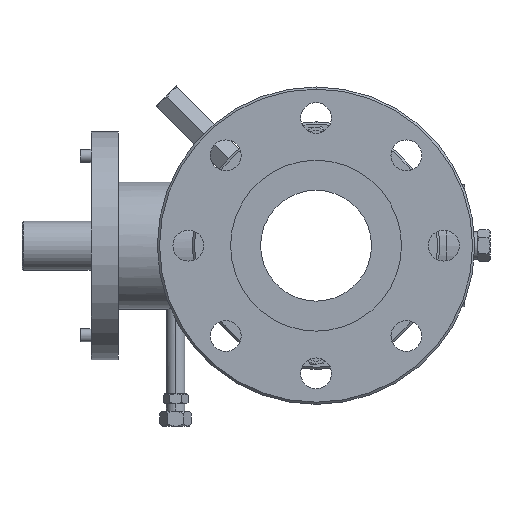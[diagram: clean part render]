
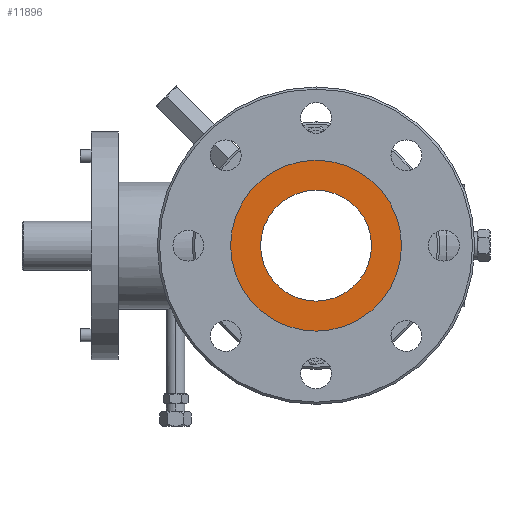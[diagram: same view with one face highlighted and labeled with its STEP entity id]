
A CAD part, left-side view. The second image highlights one B-rep face of the part: STEP entity #11896.
In plain terms, the highlighted planar face has unit normal (-1, 0, 0).
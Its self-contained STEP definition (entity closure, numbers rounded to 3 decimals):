
#948 = ORIENTED_EDGE ( 'NONE', *, *, #24146, .F. ) ;
#1242 = FACE_OUTER_BOUND ( 'NONE', #15645, .T. ) ;
#1404 = VERTEX_POINT ( 'NONE', #3341 ) ;
#1642 = CIRCLE ( 'NONE', #12782, 51. ) ;
#2540 = VERTEX_POINT ( 'NONE', #20909 ) ;
#2546 = AXIS2_PLACEMENT_3D ( 'NONE', #9443, #7417, #17329 ) ;
#3341 = CARTESIAN_POINT ( 'NONE',  ( -237.5, 0., -78.6 ) ) ;
#3522 = DIRECTION ( 'NONE',  ( 1., 0., 0. ) ) ;
#4053 = ORIENTED_EDGE ( 'NONE', *, *, #26067, .T. ) ;
#4368 = EDGE_LOOP ( 'NONE', ( #7716, #4053 ) ) ;
#6431 = DIRECTION ( 'NONE',  ( 0., 0., -1. ) ) ;
#6718 = ORIENTED_EDGE ( 'NONE', *, *, #10676, .F. ) ;
#6869 = DIRECTION ( 'NONE',  ( 0., 0., -1. ) ) ;
#7322 = AXIS2_PLACEMENT_3D ( 'NONE', #18795, #21088, #6869 ) ;
#7415 = CIRCLE ( 'NONE', #8705, 51. ) ;
#7417 = DIRECTION ( 'NONE',  ( -1., 0., 0. ) ) ;
#7716 = ORIENTED_EDGE ( 'NONE', *, *, #14072, .T. ) ;
#8705 = AXIS2_PLACEMENT_3D ( 'NONE', #14457, #24887, #6431 ) ;
#9443 = CARTESIAN_POINT ( 'NONE',  ( -237.5, 0., 0. ) ) ;
#9933 = CARTESIAN_POINT ( 'NONE',  ( -237.5, 0., 78.6 ) ) ;
#10676 = EDGE_CURVE ( 'NONE', #1404, #14660, #12661, .T. ) ;
#11896 = ADVANCED_FACE ( 'NONE', ( #1242, #19874 ), #17853, .T. ) ;
#12661 = CIRCLE ( 'NONE', #25929, 78.6 ) ;
#12782 = AXIS2_PLACEMENT_3D ( 'NONE', #26033, #3522, #24002 ) ;
#13164 = VERTEX_POINT ( 'NONE', #26297 ) ;
#14072 = EDGE_CURVE ( 'NONE', #2540, #13164, #1642, .T. ) ;
#14457 = CARTESIAN_POINT ( 'NONE',  ( -237.5, 0., 0. ) ) ;
#14660 = VERTEX_POINT ( 'NONE', #9933 ) ;
#15645 = EDGE_LOOP ( 'NONE', ( #948, #6718 ) ) ;
#17329 = DIRECTION ( 'NONE',  ( 0., 0., -1. ) ) ;
#17853 = PLANE ( 'NONE',  #2546 ) ;
#18795 = CARTESIAN_POINT ( 'NONE',  ( -237.5, 0., 0. ) ) ;
#19740 = CIRCLE ( 'NONE', #7322, 78.6 ) ;
#19874 = FACE_BOUND ( 'NONE', #4368, .T. ) ;
#20909 = CARTESIAN_POINT ( 'NONE',  ( -237.5, 0., 51. ) ) ;
#21088 = DIRECTION ( 'NONE',  ( 1., 0., 0. ) ) ;
#24002 = DIRECTION ( 'NONE',  ( 0., 0., -1. ) ) ;
#24146 = EDGE_CURVE ( 'NONE', #14660, #1404, #19740, .T. ) ;
#24887 = DIRECTION ( 'NONE',  ( 1., 0., 0. ) ) ;
#25929 = AXIS2_PLACEMENT_3D ( 'NONE', #26260, #26135, #26389 ) ;
#26033 = CARTESIAN_POINT ( 'NONE',  ( -237.5, 0., 0. ) ) ;
#26067 = EDGE_CURVE ( 'NONE', #13164, #2540, #7415, .T. ) ;
#26135 = DIRECTION ( 'NONE',  ( 1., 0., 0. ) ) ;
#26260 = CARTESIAN_POINT ( 'NONE',  ( -237.5, 0., 0. ) ) ;
#26297 = CARTESIAN_POINT ( 'NONE',  ( -237.5, 0., -51. ) ) ;
#26389 = DIRECTION ( 'NONE',  ( 0., 0., -1. ) ) ;
